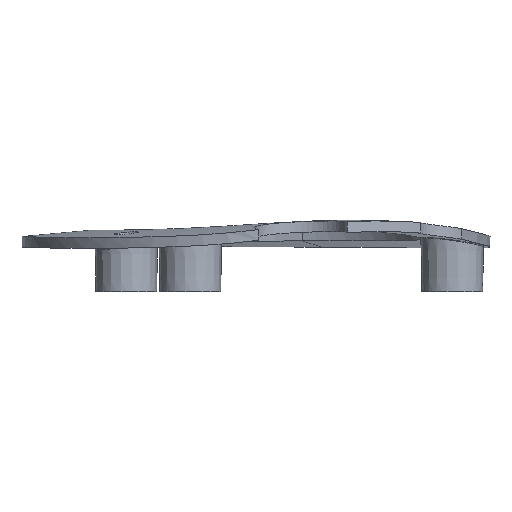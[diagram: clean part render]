
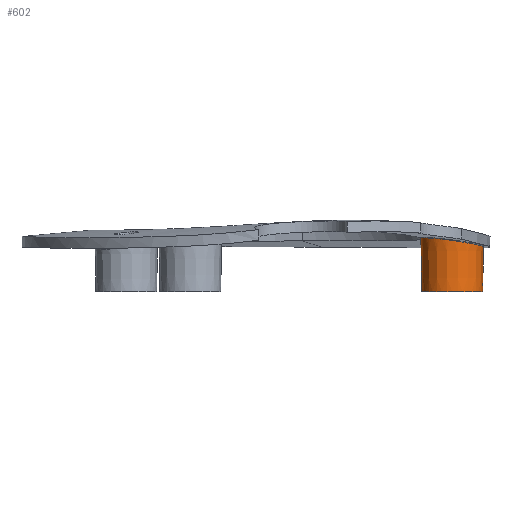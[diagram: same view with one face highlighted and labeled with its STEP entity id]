
A CAD part, front view. The second image highlights one B-rep face of the part: STEP entity #602.
In plain terms, the highlighted conical face has half-angle 1 degrees and reference radius 2.875 mm.
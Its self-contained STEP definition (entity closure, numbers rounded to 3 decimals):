
#25=B_SPLINE_CURVE_WITH_KNOTS('',3,(#1142,#1143,#1144,#1145,#1146,#1147),
 .UNSPECIFIED.,.F.,.F.,(4,2,4),(-1.855,-1.775,-1.736),
 .UNSPECIFIED.);
#26=B_SPLINE_CURVE_WITH_KNOTS('',3,(#1148,#1149,#1150,#1151,#1152,#1153,
#1154,#1155,#1156,#1157,#1158,#1159,#1160,#1161,#1162,#1163,#1164,#1165,
#1166,#1167,#1168,#1169,#1170),.UNSPECIFIED.,.F.,.F.,(4,2,2,2,2,1,2,2,2,
2,2,4),(-1.736,-1.652,-1.539,-1.447,
-1.203,-0.935,-0.667,-0.548,
-0.415,-0.313,-0.129,0.),
 .UNSPECIFIED.);
#136=FACE_OUTER_BOUND('',#183,.T.);
#183=EDGE_LOOP('',(#554,#555,#556,#557,#558));
#201=LINE('',#4595,#219);
#219=VECTOR('',#762,2.875);
#231=CIRCLE('',#637,2.849);
#251=VERTEX_POINT('',#801);
#258=VERTEX_POINT('',#1139);
#259=VERTEX_POINT('',#1141);
#315=EDGE_CURVE('',#251,#251,#231,.T.);
#323=EDGE_CURVE('',#258,#259,#25,.T.);
#324=EDGE_CURVE('',#259,#258,#26,.T.);
#384=EDGE_CURVE('',#259,#251,#201,.T.);
#554=ORIENTED_EDGE('',*,*,#323,.F.);
#555=ORIENTED_EDGE('',*,*,#324,.F.);
#556=ORIENTED_EDGE('',*,*,#384,.T.);
#557=ORIENTED_EDGE('',*,*,#315,.T.);
#558=ORIENTED_EDGE('',*,*,#384,.F.);
#567=CONICAL_SURFACE('',#658,2.875,0.017);
#602=ADVANCED_FACE('',(#136),#567,.T.);
#637=AXIS2_PLACEMENT_3D('',#802,#707,#708);
#658=AXIS2_PLACEMENT_3D('',#4594,#760,#761);
#707=DIRECTION('center_axis',(0.,0.,1.));
#708=DIRECTION('ref_axis',(-1.,0.,0.));
#760=DIRECTION('center_axis',(0.,0.,1.));
#761=DIRECTION('ref_axis',(-1.,0.,0.));
#762=DIRECTION('',(-0.017,0.,-1.));
#801=CARTESIAN_POINT('',(-19.996,5.004,5.08));
#802=CARTESIAN_POINT('Origin',(-22.844,5.004,5.08));
#1139=CARTESIAN_POINT('',(-20.157,3.852,9.384));
#1141=CARTESIAN_POINT('',(-19.922,5.004,9.325));
#1142=CARTESIAN_POINT('Ctrl Pts',(-20.157,3.852,9.384));
#1143=CARTESIAN_POINT('Ctrl Pts',(-20.053,4.096,9.361));
#1144=CARTESIAN_POINT('Ctrl Pts',(-19.982,4.354,9.344));
#1145=CARTESIAN_POINT('Ctrl Pts',(-19.93,4.746,9.33));
#1146=CARTESIAN_POINT('Ctrl Pts',(-19.922,4.875,9.327));
#1147=CARTESIAN_POINT('Ctrl Pts',(-19.922,5.004,9.325));
#1148=CARTESIAN_POINT('Ctrl Pts',(-19.922,5.004,9.325));
#1149=CARTESIAN_POINT('Ctrl Pts',(-19.922,5.284,9.321));
#1150=CARTESIAN_POINT('Ctrl Pts',(-19.962,5.564,9.324));
#1151=CARTESIAN_POINT('Ctrl Pts',(-20.148,6.194,9.343));
#1152=CARTESIAN_POINT('Ctrl Pts',(-20.325,6.534,9.364));
#1153=CARTESIAN_POINT('Ctrl Pts',(-20.747,7.065,9.415));
#1154=CARTESIAN_POINT('Ctrl Pts',(-20.973,7.272,9.442));
#1155=CARTESIAN_POINT('Ctrl Pts',(-21.896,7.891,9.552));
#1156=CARTESIAN_POINT('Ctrl Pts',(-22.756,8.042,9.652));
#1157=CARTESIAN_POINT('Ctrl Pts',(-24.401,7.646,9.853));
#1158=CARTESIAN_POINT('Ctrl Pts',(-25.905,6.393,10.051));
#1159=CARTESIAN_POINT('Ctrl Pts',(-25.864,4.423,10.125));
#1160=CARTESIAN_POINT('Ctrl Pts',(-25.259,3.287,10.112));
#1161=CARTESIAN_POINT('Ctrl Pts',(-25.005,2.975,10.098));
#1162=CARTESIAN_POINT('Ctrl Pts',(-24.357,2.449,10.049));
#1163=CARTESIAN_POINT('Ctrl Pts',(-23.953,2.251,10.011));
#1164=CARTESIAN_POINT('Ctrl Pts',(-23.198,2.073,9.922));
#1165=CARTESIAN_POINT('Ctrl Pts',(-22.858,2.053,9.876));
#1166=CARTESIAN_POINT('Ctrl Pts',(-21.923,2.157,9.736));
#1167=CARTESIAN_POINT('Ctrl Pts',(-21.348,2.416,9.632));
#1168=CARTESIAN_POINT('Ctrl Pts',(-20.58,3.103,9.477));
#1169=CARTESIAN_POINT('Ctrl Pts',(-20.325,3.458,9.421));
#1170=CARTESIAN_POINT('Ctrl Pts',(-20.157,3.852,9.384));
#4594=CARTESIAN_POINT('Origin',(-22.844,5.004,6.595));
#4595=CARTESIAN_POINT('',(-19.969,5.004,6.595));
